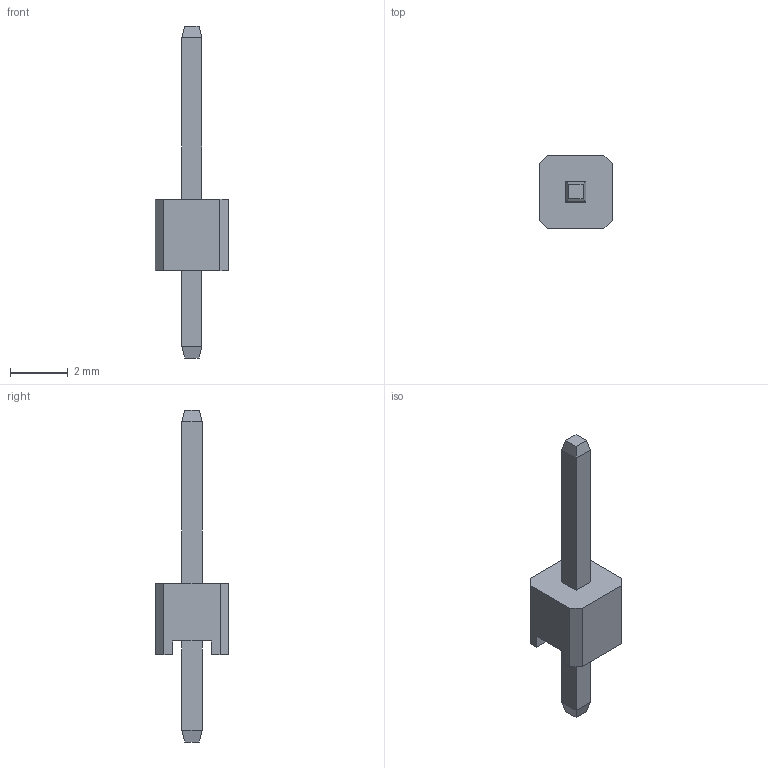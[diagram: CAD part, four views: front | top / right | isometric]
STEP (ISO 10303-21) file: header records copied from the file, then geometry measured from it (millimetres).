
FILE_DESCRIPTION (( 'STEP AP214' ), '1' );
FILE_NAME ('HEADER-2.54-1x1.STEP', '2024-04-13T12:14:24', ( '' ), ( '' ), 'SwSTEP 2.0', 'SolidWorks 2022', '' );
FILE_SCHEMA (( 'AUTOMOTIVE_DESIGN' ));
Length unit declared in the file: millimetre
Products named in the file (1): HEADER-2.54-1x1
Bounding box: 2.55 x 2.54 x 11.5 mm (x, y, z)
Surface area: 60 mm2 (no closed solid volume)
Topology: 0 solids, 2 shells, 144 faces, 700 edges, 528 vertices
Faces by surface type: plane 97, bspline 47
Entity records: 9074 total; most frequent: CARTESIAN_POINT 2656, ORIENTED_EDGE 988, EDGE_CURVE 700, DIRECTION 678, VERTEX_POINT 528, VECTOR 482, LINE 482, B_SPLINE_CURVE_WITH_KNOTS 218
